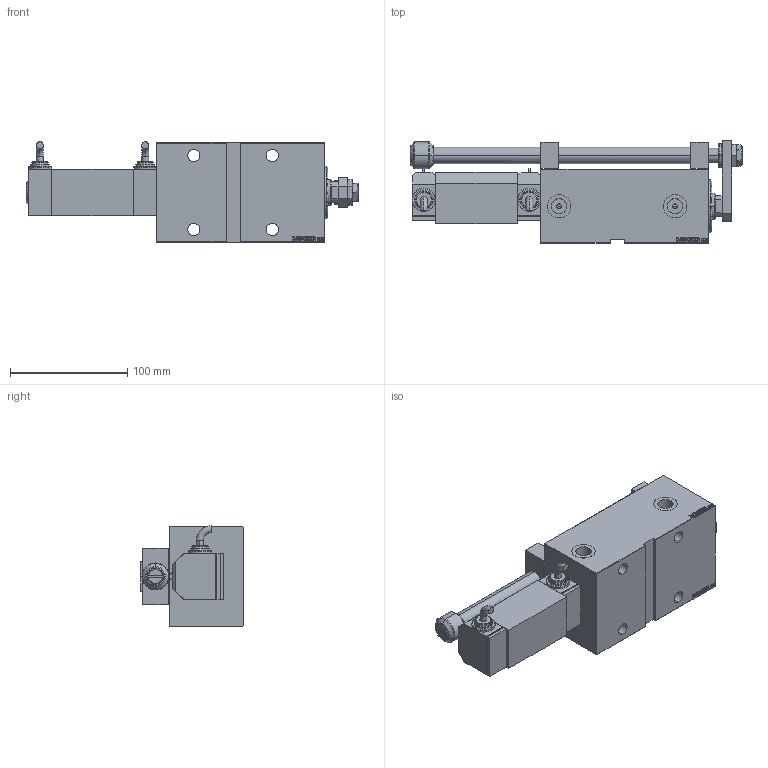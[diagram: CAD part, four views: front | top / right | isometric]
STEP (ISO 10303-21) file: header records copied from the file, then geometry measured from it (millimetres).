
FILE_DESCRIPTION (( 'STEP AP203' ), '1' );
FILE_NAME ('0b74.STEP', '2021-03-19T09:05:33', ( '' ), ( '' ), 'SwSTEP 2.0', 'SolidWorks 2019', '' );
FILE_SCHEMA (( 'CONFIG_CONTROL_DESIGN' ));
Length unit declared in the file: millimetre
Products named in the file (13): SWITCH DIM W_B a7c6da5e63c68bca47aaf6b1fc3097bf; NUT_D16 a7c6da5e63c68bca47aaf6b1fc3097bf; MIDDLE a7c6da5e63c68bca47aaf6b1fc3097bf; NUT_D19_P a7c6da5e63c68bca47aaf6b1fc3097bf; ZARAZKA_P a7c6da5e63c68bca47aaf6b1fc3097bf; V450CM_VC_B a7c6da5e63c68bca47aaf6b1fc3097bf; SWITCH_P_FRONT_BACK a7c6da5e63c68bca47aaf6b1fc3097bf; TYC_P a7c6da5e63c68bca47aaf6b1fc3097bf; SWITCH P a7c6da5e63c68bca47aaf6b1fc3097bf; 0b74; KROUZEK_PRO_TYC a7c6da5e63c68bca47aaf6b1fc3097bf; V450CM_E a7c6da5e63c68bca47aaf6b1fc3097bf; V450CM_E_VCP a7c6da5e63c68bca47aaf6b1fc3097bf
Assembly tree (14 placements, depth 2):
  0b74
    V450CM_E a7c6da5e63c68bca47aaf6b1fc3097bf
    V450CM_E_VCP a7c6da5e63c68bca47aaf6b1fc3097bf
    V450CM_VC_B a7c6da5e63c68bca47aaf6b1fc3097bf
    ZARAZKA_P a7c6da5e63c68bca47aaf6b1fc3097bf
    KROUZEK_PRO_TYC a7c6da5e63c68bca47aaf6b1fc3097bf
    MIDDLE a7c6da5e63c68bca47aaf6b1fc3097bf
    NUT_D16 a7c6da5e63c68bca47aaf6b1fc3097bf
    NUT_D19_P a7c6da5e63c68bca47aaf6b1fc3097bf
    SWITCH DIM W_B a7c6da5e63c68bca47aaf6b1fc3097bf
    SWITCH P a7c6da5e63c68bca47aaf6b1fc3097bf  x2
    SWITCH_P_FRONT_BACK a7c6da5e63c68bca47aaf6b1fc3097bf  x2
    TYC_P a7c6da5e63c68bca47aaf6b1fc3097bf
Bounding box: 283.5 x 87.5 x 85.76 mm (x, y, z)
Volume: 918089.7 mm3; surface area: 162689.1 mm2
Topology: 14 solids, 14 shells, 1084 faces, 2716 edges, 1784 vertices
Faces by surface type: plane 523, bspline 380, cylinder 112, cone 37, torus 32
Entity records: 49002 total; most frequent: CARTESIAN_POINT 25451, ORIENTED_EDGE 5132, DIRECTION 3353, EDGE_CURVE 2566, VERTEX_POINT 1688, LINE 1493, VECTOR 1493, EDGE_LOOP 1170
